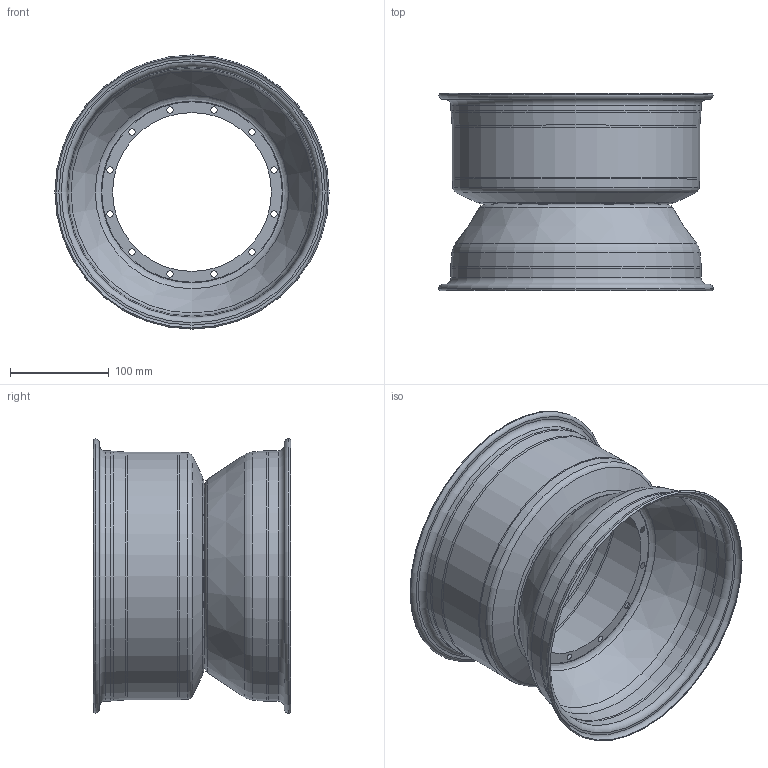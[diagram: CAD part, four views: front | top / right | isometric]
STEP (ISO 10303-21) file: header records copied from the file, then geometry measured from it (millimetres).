
FILE_DESCRIPTION (( 'STEP AP214' ), '1' );
FILE_NAME ('Carbon Wheel Shell - Surface.STEP', '2019-01-12T23:30:51', ( '' ), ( '' ), 'SwSTEP 2.0', 'SolidWorks 2018', '' );
FILE_SCHEMA (( 'AUTOMOTIVE_DESIGN' ));
Length unit declared in the file: millimetre
Products named in the file (1): Carbon Wheel Shell - Surface
Bounding box: 277.11 x 199.22 x 277.11 mm (x, y, z)
Surface area: 194005.2 mm2 (no closed solid volume)
Topology: 0 solids, 3 shells, 27 faces, 65 edges, 42 vertices
Faces by surface type: torus 14, cone 7, plane 4, cylinder 2
Full cylindrical faces by diameter (mm): 250.049 x1, 252.657 x1
Entity records: 729 total; most frequent: DIRECTION 140, CARTESIAN_POINT 112, AXIS2_PLACEMENT_3D 70, EDGE_LOOP 66, ORIENTED_EDGE 66, FACE_OUTER_BOUND 43, EDGE_CURVE 42, VERTEX_POINT 42
